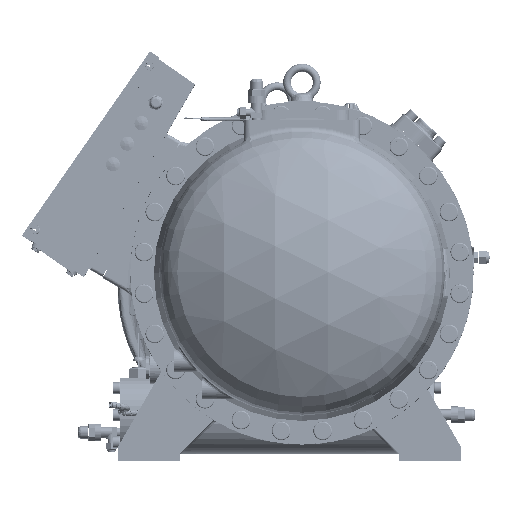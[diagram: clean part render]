
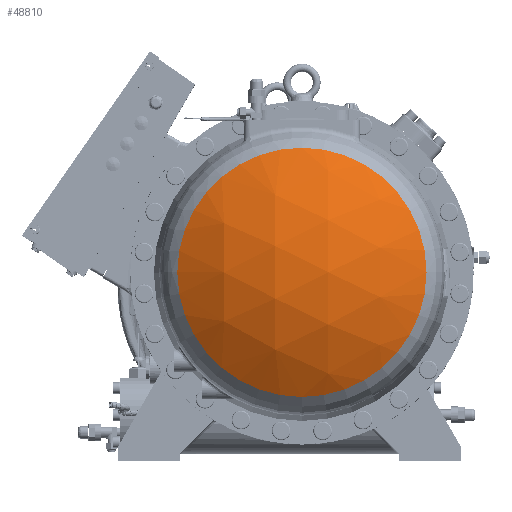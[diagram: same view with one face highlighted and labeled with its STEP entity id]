
A CAD part, top view. The second image highlights one B-rep face of the part: STEP entity #48810.
In plain terms, the highlighted spherical face has radius 348 mm.
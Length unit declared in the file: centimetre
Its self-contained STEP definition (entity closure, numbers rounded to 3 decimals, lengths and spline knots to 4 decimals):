
#1451=SPHERICAL_SURFACE('',#51775,34.8);
#3084=FACE_OUTER_BOUND('',#5386,.T.);
#5386=EDGE_LOOP('',(#36427));
#18640=CIRCLE('',#51771,19.9603);
#21521=VERTEX_POINT('',#74041);
#28093=EDGE_CURVE('',#21521,#21521,#18640,.T.);
#36427=ORIENTED_EDGE('',*,*,#28093,.F.);
#48810=ADVANCED_FACE('',(#3084),#1451,.T.);
#51771=AXIS2_PLACEMENT_3D('',#74042,#56912,#56913);
#51775=AXIS2_PLACEMENT_3D('',#74199,#56920,#56921);
#56912=DIRECTION('center_axis',(0.,0.,
-1.));
#56913=DIRECTION('ref_axis',(-1.,0.,0.));
#56920=DIRECTION('center_axis',(1.,0.,0.));
#56921=DIRECTION('ref_axis',(0.,1.,0.));
#74041=CARTESIAN_POINT('',(4.,-17.5603,58.3566));
#74042=CARTESIAN_POINT('Origin',(4.,2.4,58.3566));
#74199=CARTESIAN_POINT('Origin',(4.,2.4,29.85));
